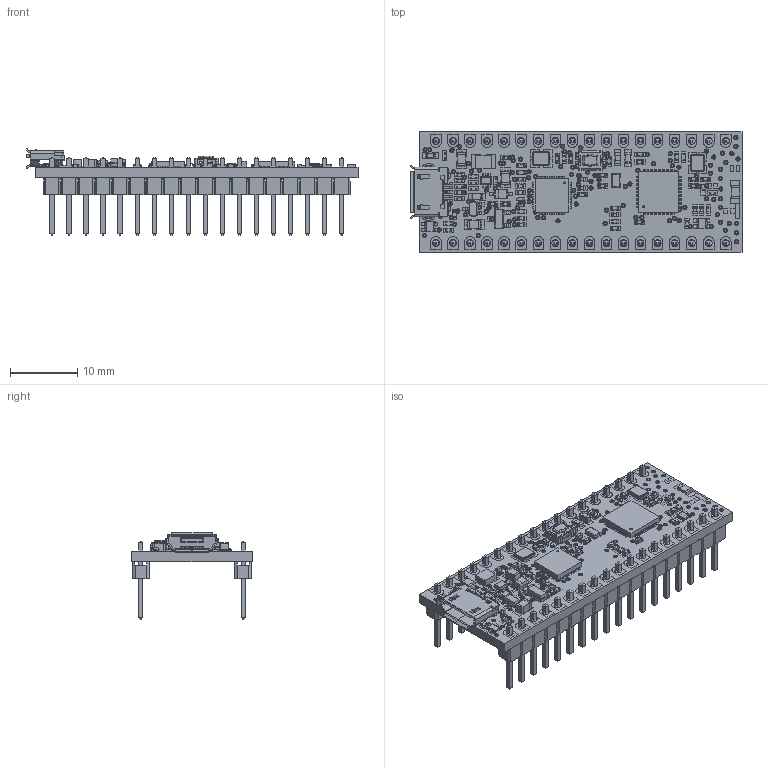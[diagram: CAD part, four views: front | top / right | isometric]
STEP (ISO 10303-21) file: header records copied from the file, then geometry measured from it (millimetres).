
FILE_DESCRIPTION(/* description */ (''),/* implementation_level */ '2;1');
FILE_NAME(/* name */ 'nRF52832-MDK-V1 v1.step',/* time_stamp */ '2018-03-14T19:49:20+08:00',/* author */ ('jerrincai'),/* organization */ (''),/* preprocessor_version */ 'ST-DEVELOPER v16.13',/* originating_system */ 'Autodesk Translation Framework v6.5.0.72',/* authorisation */ '');
FILE_SCHEMA (('AUTOMOTIVE_DESIGN { 1 0 10303 214 3 1 1 }'));
Products named in the file (149): nRF52832-MDK-V1; BOARD; EXTERNAL COPPER; TOP; PADS_TOP; CIRCLE_6350; RECT_20000X20000; OBLONG_12000X18000; OBLONG_10000X12000; RECT_3500X15000; RECT_6000X2500; RECT_10500X6500; RECT_4200X3000; RECT_3200X3000; RECT_11500X10500; RECT_21000X14000; RECT_14500X11500; RECT_9000X5000; RECT_6300X5700; SHAPE_CMPLXRR0-3X0-8A0; RECT_32000X32000; RECT_10000X9500; RECT_9500X9000; RECT_14000X7000; RECT_8000X5500; RECT_6200X5700; RECT_7200X5900; RECT_6200X6200; RECT_13000X11500; RECT_14000X10000; RECT_10000X5000; RECT_22500X7000; RECT_7200X6800; RECT_8500X2000; RECT_42000X42000; SHAPE_CMPLXRR78_200X156; BOTTOM; PADS_BOTTOM; CIRCLE_6350 (1); CIRCLE_7870 ...
Assembly tree (814 placements, depth 5):
  nRF52832-MDK-V1
    BOARD
    EXTERNAL COPPER
      TOP
        PADS_TOP
          CIRCLE_6350  x145
          RECT_20000X20000
          OBLONG_12000X18000  x2
          OBLONG_10000X12000  x2
          RECT_3500X15000  x5
          RECT_6000X2500  x6
          RECT_10500X6500  x3
          RECT_4200X3000
          RECT_3200X3000  x2
          RECT_11500X10500  x4
          RECT_9500X9000  x4
          RECT_21000X14000  x2
          RECT_14500X11500  x6
          RECT_9000X5000  x2
          RECT_10000X9500  x4
          RECT_6300X5700  x6
          RECT_10000X5000  x5
          SHAPE_CMPLXRR0-3X0-8A0  x32
          RECT_32000X32000
          RECT_14000X7000  x2
          RECT_8000X5500  x8
          RECT_6200X5700  x52
          RECT_7200X5900  x4
          RECT_6200X6200  x42
          RECT_13000X11500  x8
          RECT_14000X10000  x2
          RECT_22500X7000
          RECT_7200X6800  x2
          RECT_8500X2000  x48
          RECT_42000X42000
          SHAPE_CMPLXRR78_200X156  x36
      BOTTOM
        PADS_BOTTOM
          CIRCLE_6350 (1)  x145
          CIRCLE_7870  x4
          OBLONG_12000X18000 (1)  x2
          OBLONG_10000X12000 (1)  x2
          SHAPE_CMPLXRR78_200X156 (1)  x36
        TRACES_BOTTOM
        SHAPES_BOTTOM
          SHAPE_1_VBUS
          SHAPE_2_VBUS
          SHAPE_3_N4752393
          SHAPE_4_N4752393
          SHAPE_5_TGT_TX
          SHAPE_6_LED_MSD
          SHAPE_7_LED_MSD
          SHAPE_8_GND_POWER
          SHAPE_9_GND_POWER
          SHAPE_10_GND_POWER
          SHAPE_11_GND_POWER
          SHAPE_12_N54735
          SHAPE_13_N54735
          SHAPE_14_TGT_TDI
          SHAPE_15_N54726
Bounding box: 49.45 x 18 x 12.82 mm (x, y, z)
Volume: 2040.7 mm3; surface area: 6535.4 mm2
Topology: 338 solids, 918 shells, 6948 faces, 18181 edges, 12239 vertices
Faces by surface type: plane 4793, cylinder 1477, sphere 410, bspline 263, torus 3, cone 2
Full cylindrical faces by diameter (mm): 0.08 x1, 0.3 x1, 0.33 x145, 0.6 x4, 0.8 x1, 1.02 x36
Entity records: 115754 total; most frequent: CARTESIAN_POINT 22746, DIRECTION 18520, ORIENTED_EDGE 16106, EDGE_CURVE 8638, LINE 6660, VECTOR 6660, VERTEX_POINT 6007, AXIS2_PLACEMENT_3D 5930
